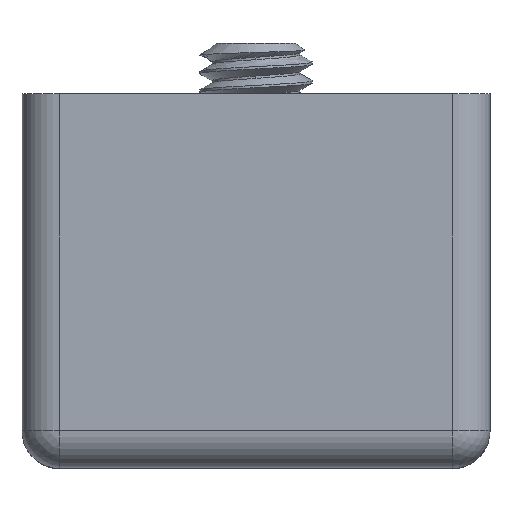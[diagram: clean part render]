
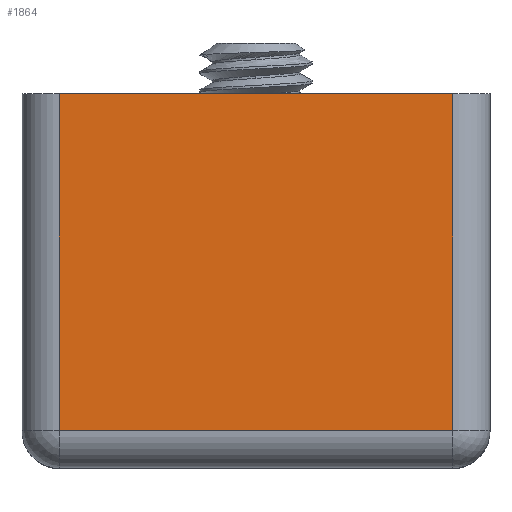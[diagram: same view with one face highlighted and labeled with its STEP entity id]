
A CAD part, top view. The second image highlights one B-rep face of the part: STEP entity #1864.
In plain terms, the highlighted planar face has unit normal (0, 0, 1).
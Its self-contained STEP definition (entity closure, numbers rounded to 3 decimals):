
#79=PLANE('',#2037);
#199=FACE_OUTER_BOUND('',#316,.T.);
#316=EDGE_LOOP('',(#1608,#1609,#1610,#1611));
#583=LINE('',#6874,#697);
#584=LINE('',#6877,#698);
#590=LINE('',#6899,#704);
#591=LINE('',#6900,#705);
#697=VECTOR('',#2396,10.);
#698=VECTOR('',#2399,10.);
#704=VECTOR('',#2417,10.);
#705=VECTOR('',#2418,10.);
#869=VERTEX_POINT('',#6864);
#871=VERTEX_POINT('',#6870);
#873=VERTEX_POINT('',#6876);
#883=VERTEX_POINT('',#6898);
#1124=EDGE_CURVE('',#869,#871,#583,.T.);
#1125=EDGE_CURVE('',#873,#871,#584,.T.);
#1136=EDGE_CURVE('',#883,#869,#590,.T.);
#1137=EDGE_CURVE('',#873,#883,#591,.T.);
#1608=ORIENTED_EDGE('',*,*,#1124,.F.);
#1609=ORIENTED_EDGE('',*,*,#1136,.F.);
#1610=ORIENTED_EDGE('',*,*,#1137,.F.);
#1611=ORIENTED_EDGE('',*,*,#1125,.T.);
#1864=ADVANCED_FACE('',(#199),#79,.T.);
#2037=AXIS2_PLACEMENT_3D('',#6897,#2415,#2416);
#2396=DIRECTION('',(0.,1.,0.));
#2399=DIRECTION('',(-1.,0.,0.));
#2415=DIRECTION('center_axis',(0.,0.,1.));
#2416=DIRECTION('ref_axis',(-1.,0.,0.));
#2417=DIRECTION('',(-1.,0.,0.));
#2418=DIRECTION('',(0.,-1.,0.));
#6864=CARTESIAN_POINT('',(-10.5,-10.5,41.));
#6870=CARTESIAN_POINT('',(-10.5,7.5,41.));
#6874=CARTESIAN_POINT('',(-10.5,7.5,41.));
#6876=CARTESIAN_POINT('',(10.5,7.5,41.));
#6877=CARTESIAN_POINT('',(12.5,7.5,41.));
#6897=CARTESIAN_POINT('Origin',(12.5,7.5,41.));
#6898=CARTESIAN_POINT('',(10.5,-10.5,41.));
#6899=CARTESIAN_POINT('',(6.25,-10.5,41.));
#6900=CARTESIAN_POINT('',(10.5,7.5,41.));
